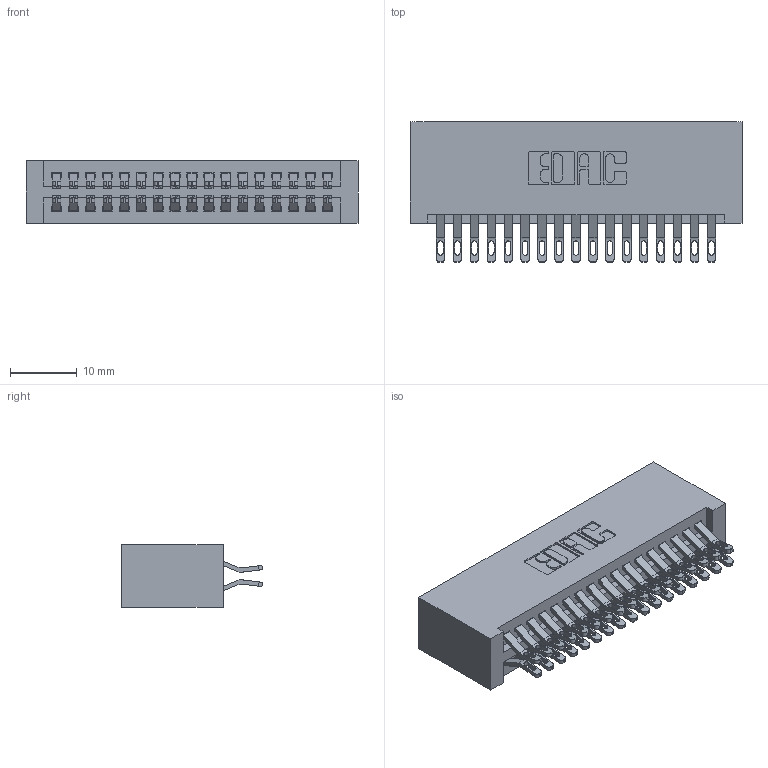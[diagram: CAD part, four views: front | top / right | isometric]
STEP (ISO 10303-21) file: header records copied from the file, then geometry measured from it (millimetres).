
FILE_DESCRIPTION (( 'STEP AP203' ), '1' );
FILE_NAME ('345-034-555-201.STEP', '2019-10-28T07:22:17', ( '' ), ( '' ), 'SwSTEP 2.0', 'SolidWorks 2016', '' );
FILE_SCHEMA (( 'CONFIG_CONTROL_DESIGN' ));
Length unit declared in the file: inch
Products named in the file (3): 345-292-001_555 Tail; 345 Part_No Mounting Lugs; 345-034-555-201
Assembly tree (35 placements, depth 2):
  345-034-555-201
    345 Part_No Mounting Lugs
    345-292-001_555 Tail  x34
Bounding box: 49.78 x 21.13 x 9.4 mm (x, y, z)
Volume: 5318.5 mm3; surface area: 8023.8 mm2
Topology: 35 solids, 35 shells, 2022 faces, 6335 edges, 4222 vertices
Faces by surface type: plane 1130, cylinder 892
Entity records: 16753 total; most frequent: CARTESIAN_POINT 2866, ORIENTED_EDGE 2770, DIRECTION 2521, EDGE_CURVE 1385, LINE 1173, VECTOR 1173, VERTEX_POINT 922, AXIS2_PLACEMENT_3D 674
